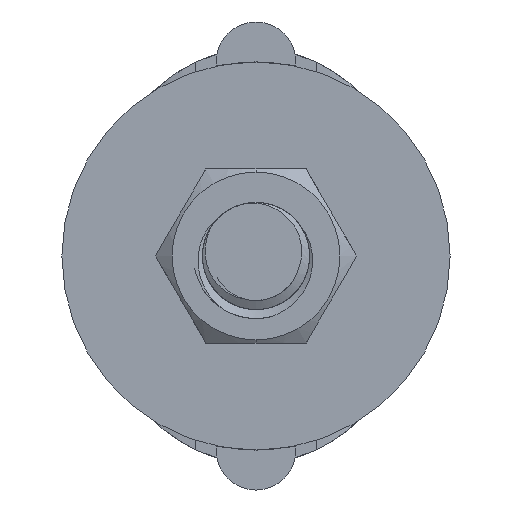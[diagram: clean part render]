
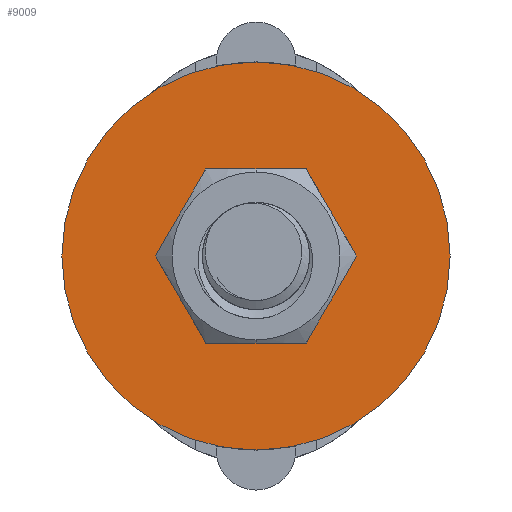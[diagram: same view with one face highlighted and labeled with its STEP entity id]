
A CAD part, front view. The second image highlights one B-rep face of the part: STEP entity #9009.
In plain terms, the highlighted planar face has unit normal (0, -1, 0).
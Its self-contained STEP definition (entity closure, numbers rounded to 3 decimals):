
#1668 = ORIENTED_EDGE ( 'NONE', *, *, #4988, .T. ) ;
#2006 = DIRECTION ( 'NONE',  ( 0., 0., 1. ) ) ;
#2761 = FACE_BOUND ( 'NONE', #7600, .T. ) ;
#2786 = VERTEX_POINT ( 'NONE', #16803 ) ;
#2990 = CARTESIAN_POINT ( 'NONE',  ( 0., -5.2, 14.5 ) ) ;
#4612 = CARTESIAN_POINT ( 'NONE',  ( 0., -5.2, 0. ) ) ;
#4634 = CARTESIAN_POINT ( 'NONE',  ( 0., -5.2, 0. ) ) ;
#4965 = ORIENTED_EDGE ( 'NONE', *, *, #14164, .T. ) ;
#4988 = EDGE_CURVE ( 'NONE', #20586, #2786, #20849, .T. ) ;
#5382 = VERTEX_POINT ( 'NONE', #16710 ) ;
#5642 = ORIENTED_EDGE ( 'NONE', *, *, #10654, .F. ) ;
#6447 = DIRECTION ( 'NONE',  ( 0., 1., 0. ) ) ;
#7600 = EDGE_LOOP ( 'NONE', ( #1668, #4965 ) ) ;
#7717 = DIRECTION ( 'NONE',  ( 0., 0., 1. ) ) ;
#8427 = DIRECTION ( 'NONE',  ( 0., 1., 0. ) ) ;
#9009 = ADVANCED_FACE ( 'NONE', ( #2761, #18003 ), #19231, .F. ) ;
#9604 = CARTESIAN_POINT ( 'NONE',  ( 0., -5.2, 4.5 ) ) ;
#10210 = AXIS2_PLACEMENT_3D ( 'NONE', #4634, #8427, #13075 ) ;
#10269 = CARTESIAN_POINT ( 'NONE',  ( 0., -5.2, 0. ) ) ;
#10654 = EDGE_CURVE ( 'NONE', #5382, #18817, #19533, .T. ) ;
#11959 = EDGE_LOOP ( 'NONE', ( #18275, #5642 ) ) ;
#13075 = DIRECTION ( 'NONE',  ( 0., 0., 1. ) ) ;
#13880 = CIRCLE ( 'NONE', #18369, 14.5 ) ;
#14164 = EDGE_CURVE ( 'NONE', #2786, #20586, #16420, .T. ) ;
#14726 = CARTESIAN_POINT ( 'NONE',  ( 0., -5.2, 0. ) ) ;
#15721 = CARTESIAN_POINT ( 'NONE',  ( 0., -5.2, 0. ) ) ;
#16071 = AXIS2_PLACEMENT_3D ( 'NONE', #14726, #21305, #16446 ) ;
#16420 = CIRCLE ( 'NONE', #10210, 4.5 ) ;
#16446 = DIRECTION ( 'NONE',  ( 0., 0., 1. ) ) ;
#16710 = CARTESIAN_POINT ( 'NONE',  ( 0., -5.2, -14.5 ) ) ;
#16803 = CARTESIAN_POINT ( 'NONE',  ( 0., -5.2, -4.5 ) ) ;
#17280 = DIRECTION ( 'NONE',  ( 0., 1., 0. ) ) ;
#17437 = DIRECTION ( 'NONE',  ( 0., 1., 0. ) ) ;
#18003 = FACE_OUTER_BOUND ( 'NONE', #11959, .T. ) ;
#18275 = ORIENTED_EDGE ( 'NONE', *, *, #20210, .F. ) ;
#18369 = AXIS2_PLACEMENT_3D ( 'NONE', #10269, #17280, #2006 ) ;
#18442 = AXIS2_PLACEMENT_3D ( 'NONE', #15721, #17437, #7717 ) ;
#18469 = AXIS2_PLACEMENT_3D ( 'NONE', #4612, #6447, #19547 ) ;
#18817 = VERTEX_POINT ( 'NONE', #2990 ) ;
#19231 = PLANE ( 'NONE',  #18469 ) ;
#19533 = CIRCLE ( 'NONE', #16071, 14.5 ) ;
#19547 = DIRECTION ( 'NONE',  ( 0., 0., 1. ) ) ;
#20210 = EDGE_CURVE ( 'NONE', #18817, #5382, #13880, .T. ) ;
#20586 = VERTEX_POINT ( 'NONE', #9604 ) ;
#20849 = CIRCLE ( 'NONE', #18442, 4.5 ) ;
#21305 = DIRECTION ( 'NONE',  ( 0., 1., 0. ) ) ;
